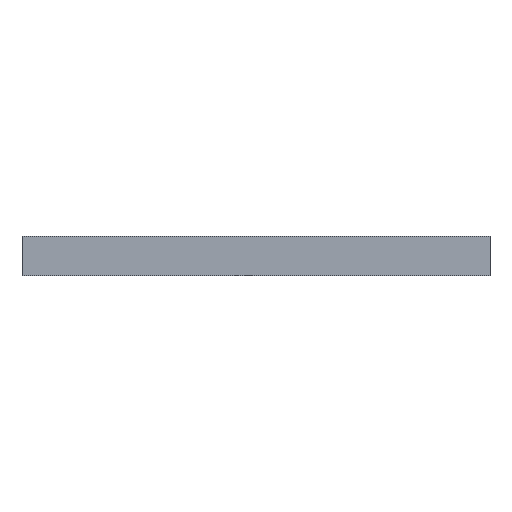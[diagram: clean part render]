
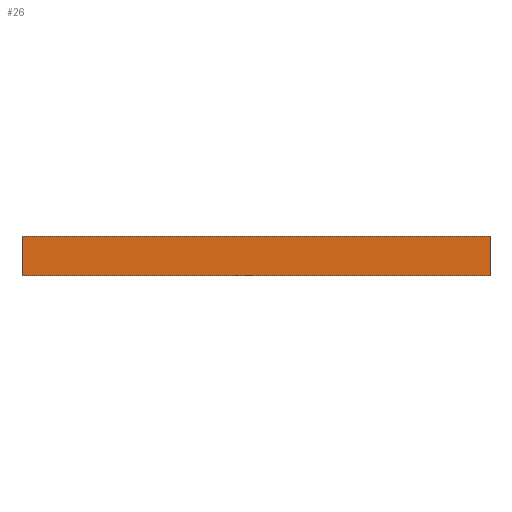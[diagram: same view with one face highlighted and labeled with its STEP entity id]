
A CAD part, front view. The second image highlights one B-rep face of the part: STEP entity #26.
In plain terms, the highlighted planar face has unit normal (0, -1, 0).
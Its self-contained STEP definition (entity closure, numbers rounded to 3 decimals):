
#18 = EDGE_CURVE ( 'NONE', #469, #474, #343, .T. ) ;
#22 = FACE_OUTER_BOUND ( 'NONE', #363, .T. ) ;
#25 = DIRECTION ( 'NONE',  ( 0., 0., 1. ) ) ;
#26 = ADVANCED_FACE ( 'NONE', ( #22 ), #347, .F. ) ;
#42 = VERTEX_POINT ( 'NONE', #1022 ) ;
#50 = VECTOR ( 'NONE', #1383, 1000. ) ;
#68 = CARTESIAN_POINT ( 'NONE',  ( 30., -25., 2.5 ) ) ;
#134 = ORIENTED_EDGE ( 'NONE', *, *, #1403, .F. ) ;
#150 = CARTESIAN_POINT ( 'NONE',  ( 0., -25., -2.5 ) ) ;
#206 = VERTEX_POINT ( 'NONE', #727 ) ;
#239 = CARTESIAN_POINT ( 'NONE',  ( 0., -25., 2.5 ) ) ;
#277 = DIRECTION ( 'NONE',  ( 1., 0., 0. ) ) ;
#299 = CARTESIAN_POINT ( 'NONE',  ( 0., -25., 2.5 ) ) ;
#343 = LINE ( 'NONE', #1374, #999 ) ;
#347 = PLANE ( 'NONE',  #854 ) ;
#363 = EDGE_LOOP ( 'NONE', ( #783, #134, #1089, #1005 ) ) ;
#469 = VERTEX_POINT ( 'NONE', #760 ) ;
#474 = VERTEX_POINT ( 'NONE', #502 ) ;
#502 = CARTESIAN_POINT ( 'NONE',  ( -30., -25., -2.5 ) ) ;
#510 = DIRECTION ( 'NONE',  ( 0., 0., -1. ) ) ;
#607 = VECTOR ( 'NONE', #510, 1000. ) ;
#727 = CARTESIAN_POINT ( 'NONE',  ( 30., -25., -2.5 ) ) ;
#760 = CARTESIAN_POINT ( 'NONE',  ( -30., -25., 2.5 ) ) ;
#783 = ORIENTED_EDGE ( 'NONE', *, *, #1221, .T. ) ;
#854 = AXIS2_PLACEMENT_3D ( 'NONE', #239, #1030, #25 ) ;
#889 = EDGE_CURVE ( 'NONE', #469, #42, #1105, .T. ) ;
#904 = DIRECTION ( 'NONE',  ( 0., 0., -1. ) ) ;
#999 = VECTOR ( 'NONE', #904, 1000. ) ;
#1005 = ORIENTED_EDGE ( 'NONE', *, *, #18, .T. ) ;
#1022 = CARTESIAN_POINT ( 'NONE',  ( 30., -25., 2.5 ) ) ;
#1030 = DIRECTION ( 'NONE',  ( 0., 1., 0. ) ) ;
#1089 = ORIENTED_EDGE ( 'NONE', *, *, #889, .F. ) ;
#1105 = LINE ( 'NONE', #299, #1295 ) ;
#1221 = EDGE_CURVE ( 'NONE', #474, #206, #1418, .T. ) ;
#1266 = LINE ( 'NONE', #68, #607 ) ;
#1295 = VECTOR ( 'NONE', #277, 1000. ) ;
#1374 = CARTESIAN_POINT ( 'NONE',  ( -30., -25., 2.5 ) ) ;
#1383 = DIRECTION ( 'NONE',  ( 1., 0., 0. ) ) ;
#1403 = EDGE_CURVE ( 'NONE', #42, #206, #1266, .T. ) ;
#1418 = LINE ( 'NONE', #150, #50 ) ;
